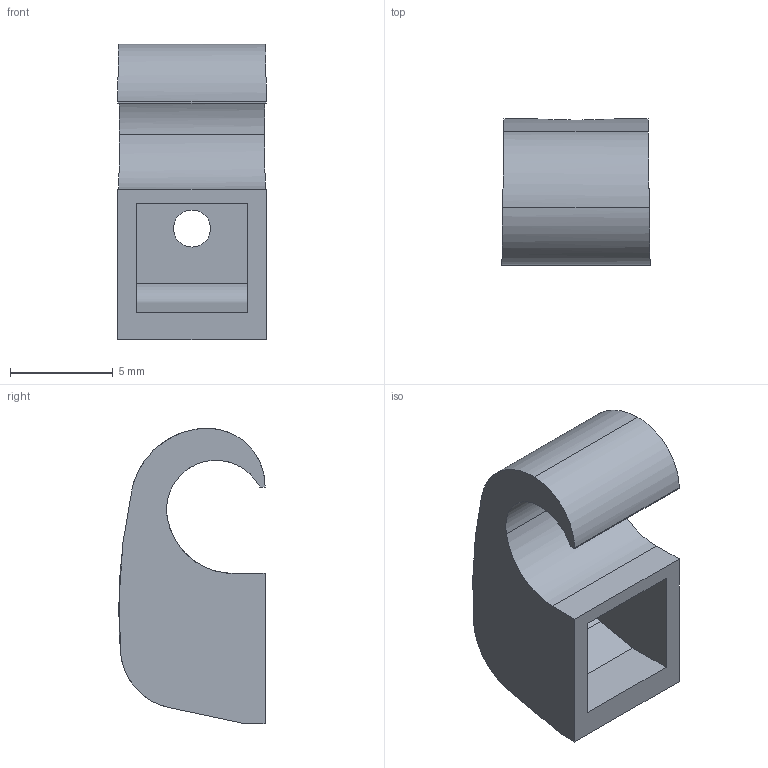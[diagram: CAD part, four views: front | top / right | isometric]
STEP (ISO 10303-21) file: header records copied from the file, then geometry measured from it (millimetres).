
FILE_DESCRIPTION (( 'STEP AP214' ), '1' );
FILE_NAME ('2215306.stp', '2016-10-11T08:21:47', ( '' ), ( '' ), 'SwSTEP 2.0', 'SolidWorks 2016', '' );
FILE_SCHEMA (( 'AUTOMOTIVE_DESIGN' ));
Length unit declared in the file: millimetre
Products named in the file (1): 2215306
Bounding box: 7.2 x 7.1 x 14.35 mm (x, y, z)
Volume: 322.4 mm3; surface area: 574.9 mm2
Topology: 1 solids, 1 shells, 27 faces, 73 edges, 48 vertices
Faces by surface type: plane 14, cylinder 11, cone 2
Entity records: 917 total; most frequent: CARTESIAN_POINT 241, ORIENTED_EDGE 146, DIRECTION 117, EDGE_CURVE 73, VERTEX_POINT 48, LINE 45, VECTOR 45, AXIS2_PLACEMENT_3D 36
